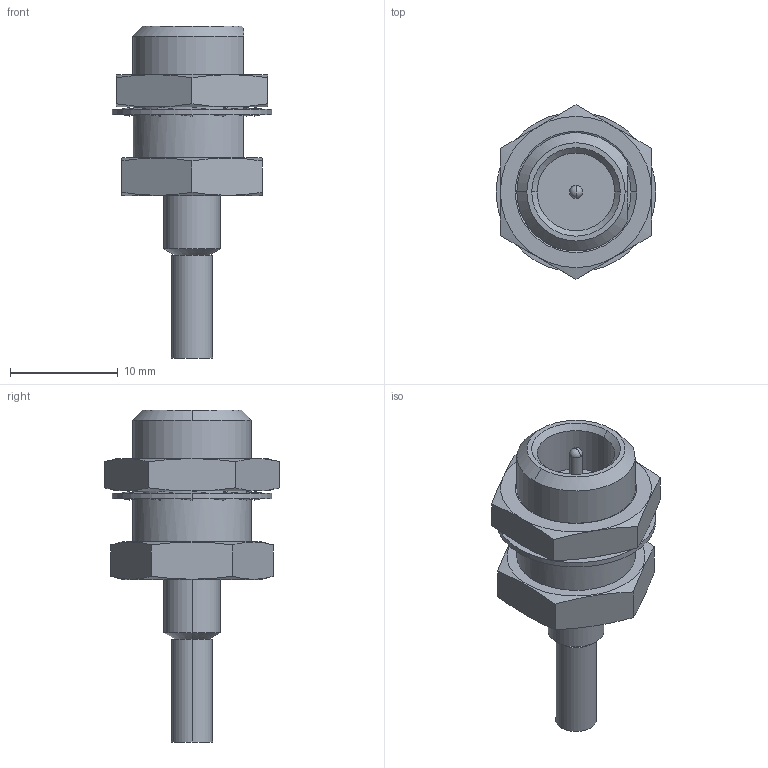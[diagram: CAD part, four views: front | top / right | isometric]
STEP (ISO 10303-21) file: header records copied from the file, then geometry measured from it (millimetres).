
FILE_DESCRIPTION (( 'STEP AP214' ), '1' );
FILE_NAME ('J01700A0013.STEP', '2012-02-29T07:32:49', ( 'markiewicz' ), ( '' ), 'SwSTEP 2.0', 'SolidWorks 2011', '' );
FILE_SCHEMA (( 'AUTOMOTIVE_DESIGN' ));
Length unit declared in the file: millimetre
Products named in the file (1): J01700A0013
Bounding box: 14.8 x 16.17 x 30.75 mm (x, y, z)
Volume: 1850.7 mm3; surface area: 1721.2 mm2
Topology: 3 solids, 3 shells, 166 faces, 403 edges, 247 vertices
Faces by surface type: plane 74, bspline 36, cone 30, cylinder 22, sphere 2, torus 2
Entity records: 7166 total; most frequent: CARTESIAN_POINT 1673, ORIENTED_EDGE 802, DIRECTION 650, EDGE_CURVE 401, VERTEX_POINT 247, LINE 222, VECTOR 222, AXIS2_PLACEMENT_3D 214
